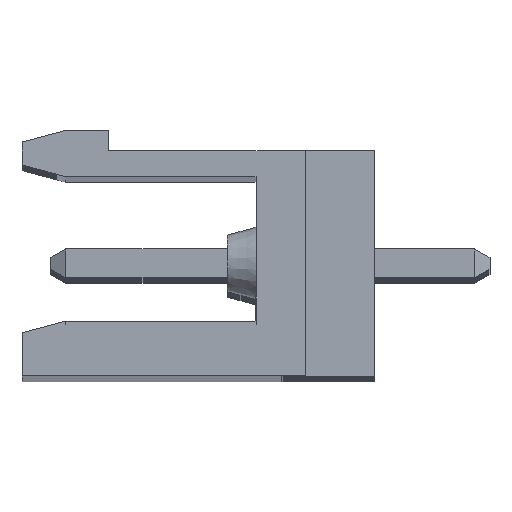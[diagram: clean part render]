
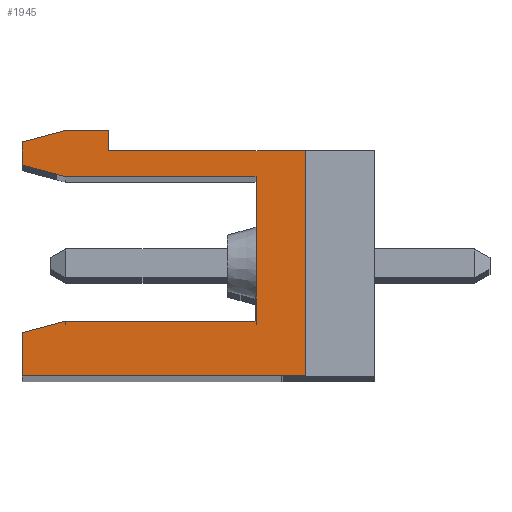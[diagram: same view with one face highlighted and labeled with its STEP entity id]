
A CAD part, top view. The second image highlights one B-rep face of the part: STEP entity #1945.
In plain terms, the highlighted planar face has unit normal (0, 0, 1).
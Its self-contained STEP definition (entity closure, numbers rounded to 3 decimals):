
#1945 = ADVANCED_FACE( '', ( #4262 ), #4263, .F. );
#4262 = FACE_OUTER_BOUND( '', #6910, .T. );
#4263 = PLANE( '', #6911 );
#6910 = EDGE_LOOP( '', ( #12882, #12883, #12884, #12885, #12886, #12887, #12888, #12889, #12890, #12891, #12892, #12893, #12894 ) );
#6911 = AXIS2_PLACEMENT_3D( '', #12895, #12896, #12897 );
#12882 = ORIENTED_EDGE( '', *, *, #17919, .T. );
#12883 = ORIENTED_EDGE( '', *, *, #15638, .T. );
#12884 = ORIENTED_EDGE( '', *, *, #17920, .F. );
#12885 = ORIENTED_EDGE( '', *, *, #17921, .T. );
#12886 = ORIENTED_EDGE( '', *, *, #16563, .F. );
#12887 = ORIENTED_EDGE( '', *, *, #16143, .F. );
#12888 = ORIENTED_EDGE( '', *, *, #17740, .F. );
#12889 = ORIENTED_EDGE( '', *, *, #17905, .F. );
#12890 = ORIENTED_EDGE( '', *, *, #16790, .F. );
#12891 = ORIENTED_EDGE( '', *, *, #17524, .F. );
#12892 = ORIENTED_EDGE( '', *, *, #16511, .F. );
#12893 = ORIENTED_EDGE( '', *, *, #17922, .F. );
#12894 = ORIENTED_EDGE( '', *, *, #17628, .T. );
#12895 = CARTESIAN_POINT( '', ( 336.953, 140.526, -3.96 ) );
#12896 = DIRECTION( '', ( 0., 0., -1. ) );
#12897 = DIRECTION( '', ( 0., -1., 0. ) );
#15638 = EDGE_CURVE( '', #18705, #18703, #18706, .T. );
#16143 = EDGE_CURVE( '', #19617, #19325, #19619, .T. );
#16511 = EDGE_CURVE( '', #20232, #20101, #20234, .T. );
#16563 = EDGE_CURVE( '', #19325, #20317, #20318, .T. );
#16790 = EDGE_CURVE( '', #20663, #20658, #20665, .T. );
#17524 = EDGE_CURVE( '', #20101, #20663, #21698, .T. );
#17628 = EDGE_CURVE( '', #21832, #21830, #21833, .T. );
#17740 = EDGE_CURVE( '', #21970, #19617, #21973, .T. );
#17905 = EDGE_CURVE( '', #20658, #21970, #22166, .T. );
#17919 = EDGE_CURVE( '', #21830, #18705, #22186, .T. );
#17920 = EDGE_CURVE( '', #22187, #18703, #22188, .T. );
#17921 = EDGE_CURVE( '', #22187, #20317, #22189, .T. );
#17922 = EDGE_CURVE( '', #21832, #20232, #22190, .T. );
#18703 = VERTEX_POINT( '', #23112 );
#18705 = VERTEX_POINT( '', #23115 );
#18706 = LINE( '', #23116, #23117 );
#19325 = VERTEX_POINT( '', #24000 );
#19617 = VERTEX_POINT( '', #24448 );
#19619 = LINE( '', #24451, #24452 );
#20101 = VERTEX_POINT( '', #25163 );
#20232 = VERTEX_POINT( '', #25366 );
#20234 = LINE( '', #25369, #25370 );
#20317 = VERTEX_POINT( '', #25487 );
#20318 = LINE( '', #25488, #25489 );
#20658 = VERTEX_POINT( '', #25996 );
#20663 = VERTEX_POINT( '', #26003 );
#20665 = LINE( '', #26006, #26007 );
#21698 = LINE( '', #27584, #27585 );
#21830 = VERTEX_POINT( '', #27793 );
#21832 = VERTEX_POINT( '', #27796 );
#21833 = LINE( '', #27797, #27798 );
#21970 = VERTEX_POINT( '', #28009 );
#21973 = LINE( '', #28013, #28014 );
#22166 = LINE( '', #28314, #28315 );
#22186 = LINE( '', #28346, #28347 );
#22187 = VERTEX_POINT( '', #28348 );
#22188 = LINE( '', #28349, #28350 );
#22189 = LINE( '', #28351, #28352 );
#22190 = LINE( '', #28353, #28354 );
#23112 = CARTESIAN_POINT( '', ( 342.253, 133.826, -3.96 ) );
#23115 = CARTESIAN_POINT( '', ( 342.253, 138.826, -3.96 ) );
#23116 = CARTESIAN_POINT( '', ( 342.253, 140.526, -3.96 ) );
#23117 = VECTOR( '', #29279, 1000. );
#24000 = CARTESIAN_POINT( '', ( 334.153, 131.926, -3.96 ) );
#24448 = CARTESIAN_POINT( '', ( 343.953, 131.926, -3.96 ) );
#24451 = CARTESIAN_POINT( '', ( 333.953, 131.926, -3.96 ) );
#24452 = VECTOR( '', #29806, 1000. );
#25163 = CARTESIAN_POINT( '', ( 335.646, 140.426, -3.96 ) );
#25366 = CARTESIAN_POINT( '', ( 334.153, 140.026, -3.96 ) );
#25369 = CARTESIAN_POINT( '', ( 335.646, 140.426, -3.96 ) );
#25370 = VECTOR( '', #30127, 1000. );
#25487 = CARTESIAN_POINT( '', ( 334.153, 133.424, -3.96 ) );
#25488 = CARTESIAN_POINT( '', ( 334.153, 140.126, -3.96 ) );
#25489 = VECTOR( '', #30201, 1000. );
#25996 = CARTESIAN_POINT( '', ( 337.153, 139.726, -3.96 ) );
#26003 = CARTESIAN_POINT( '', ( 337.153, 140.426, -3.96 ) );
#26006 = CARTESIAN_POINT( '', ( 337.153, 140.026, -3.96 ) );
#26007 = VECTOR( '', #30387, 1000. );
#27584 = CARTESIAN_POINT( '', ( 337.153, 140.426, -3.96 ) );
#27585 = VECTOR( '', #30923, 1000. );
#27793 = CARTESIAN_POINT( '', ( 335.646, 138.826, -3.96 ) );
#27796 = CARTESIAN_POINT( '', ( 334.153, 139.226, -3.96 ) );
#27797 = CARTESIAN_POINT( '', ( 336.44, 138.613, -3.96 ) );
#27798 = VECTOR( '', #31004, 1000. );
#28009 = CARTESIAN_POINT( '', ( 343.953, 139.726, -3.96 ) );
#28013 = CARTESIAN_POINT( '', ( 343.953, 131.926, -3.96 ) );
#28014 = VECTOR( '', #31077, 1000. );
#28314 = CARTESIAN_POINT( '', ( 343.753, 139.726, -3.96 ) );
#28315 = VECTOR( '', #31191, 1000. );
#28346 = CARTESIAN_POINT( '', ( 336.953, 138.826, -3.96 ) );
#28347 = VECTOR( '', #31203, 1000. );
#28348 = CARTESIAN_POINT( '', ( 335.653, 133.826, -3.96 ) );
#28349 = CARTESIAN_POINT( '', ( 336.953, 133.826, -3.96 ) );
#28350 = VECTOR( '', #31204, 1000. );
#28351 = CARTESIAN_POINT( '', ( 334.153, 133.424, -3.96 ) );
#28352 = VECTOR( '', #31205, 1000. );
#28353 = CARTESIAN_POINT( '', ( 334.153, 140.126, -3.96 ) );
#28354 = VECTOR( '', #31206, 1000. );
#29279 = DIRECTION( '', ( 0., -1., 0. ) );
#29806 = DIRECTION( '', ( -1., 0., 0. ) );
#30127 = DIRECTION( '', ( 0.966, 0.259, 0. ) );
#30201 = DIRECTION( '', ( 0., 1., 0. ) );
#30387 = DIRECTION( '', ( 0., -1., 0. ) );
#30923 = DIRECTION( '', ( 1., 0., 0. ) );
#31004 = DIRECTION( '', ( 0.966, -0.259, 0. ) );
#31077 = DIRECTION( '', ( 0., -1., 0. ) );
#31191 = DIRECTION( '', ( 1., 0., 0. ) );
#31203 = DIRECTION( '', ( 1., 0., 0. ) );
#31204 = DIRECTION( '', ( 1., 0., 0. ) );
#31205 = DIRECTION( '', ( -0.966, -0.259, 0. ) );
#31206 = DIRECTION( '', ( 0., 1., 0. ) );
